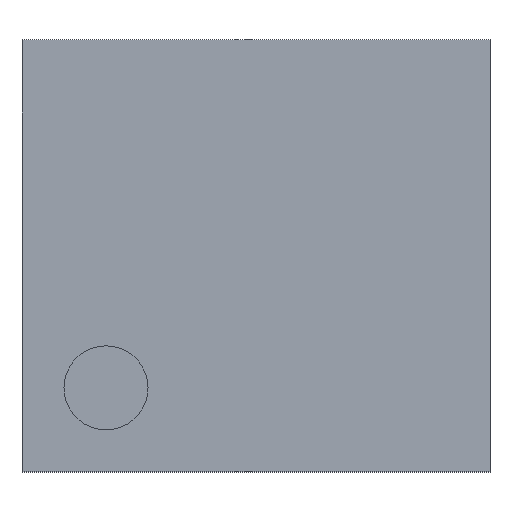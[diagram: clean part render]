
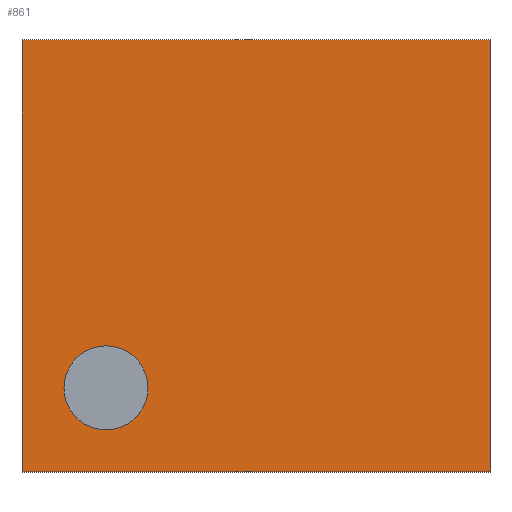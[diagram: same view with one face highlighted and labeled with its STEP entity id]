
A CAD part, top view. The second image highlights one B-rep face of the part: STEP entity #861.
In plain terms, the highlighted planar face has unit normal (0, 0, 1).
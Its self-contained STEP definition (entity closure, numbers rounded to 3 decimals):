
#73=LINE($,#1303,#181);
#76=LINE($,#1309,#184);
#79=LINE($,#1315,#187);
#82=LINE($,#1319,#190);
#181=VECTOR($,#1063,1.95);
#184=VECTOR($,#1068,1.8);
#187=VECTOR($,#1073,1.95);
#190=VECTOR($,#1078,1.8);
#265=PLANE($,#931);
#297=FACE_BOUND($,#387,.T.);
#326=FACE_OUTER_BOUND($,#386,.T.);
#386=EDGE_LOOP($,(#727,#728,#729,#730));
#387=EDGE_LOOP($,(#731));
#417=CIRCLE($,#904,0.175);
#421=VERTEX_POINT($,#1193);
#456=VERTEX_POINT($,#1300);
#457=VERTEX_POINT($,#1302);
#459=VERTEX_POINT($,#1308);
#461=VERTEX_POINT($,#1314);
#497=EDGE_CURVE($,#421,#421,#417,.T.);
#548=EDGE_CURVE($,#457,#456,#73,.T.);
#551=EDGE_CURVE($,#459,#457,#76,.T.);
#554=EDGE_CURVE($,#461,#459,#79,.T.);
#557=EDGE_CURVE($,#456,#461,#82,.T.);
#727=ORIENTED_EDGE($,*,*,#557,.T.);
#728=ORIENTED_EDGE($,*,*,#554,.T.);
#729=ORIENTED_EDGE($,*,*,#551,.T.);
#730=ORIENTED_EDGE($,*,*,#548,.T.);
#731=ORIENTED_EDGE($,*,*,#497,.T.);
#861=ADVANCED_FACE($,(#326,#297),#265,.T.);
#904=AXIS2_PLACEMENT_3D($,#1194,#967,#968);
#931=AXIS2_PLACEMENT_3D($,#1321,#1081,#1082);
#967=DIRECTION('center_axis',(0.,0.,-1.));
#968=DIRECTION('ref_axis',(-1.,0.,0.));
#1063=DIRECTION($,(-1.,0.,0.));
#1068=DIRECTION($,(0.,1.,0.));
#1073=DIRECTION($,(1.,0.,0.));
#1078=DIRECTION($,(0.,-1.,0.));
#1081=DIRECTION('center_axis',(0.,0.,1.));
#1082=DIRECTION('ref_axis',(1.,0.,0.));
#1193=CARTESIAN_POINT('',(-0.45,-0.55,0.8));
#1194=CARTESIAN_POINT('Origin',(-0.625,-0.55,0.8));
#1300=CARTESIAN_POINT('',(-0.975,0.9,0.8));
#1302=CARTESIAN_POINT('',(0.975,0.9,0.8));
#1303=CARTESIAN_POINT($,(-0.975,0.9,0.8));
#1308=CARTESIAN_POINT('',(0.975,-0.9,0.8));
#1309=CARTESIAN_POINT($,(0.975,0.9,0.8));
#1314=CARTESIAN_POINT('',(-0.975,-0.9,0.8));
#1315=CARTESIAN_POINT($,(0.975,-0.9,0.8));
#1319=CARTESIAN_POINT($,(-0.975,-0.9,0.8));
#1321=CARTESIAN_POINT('Origin',(0.,0.,0.8));
